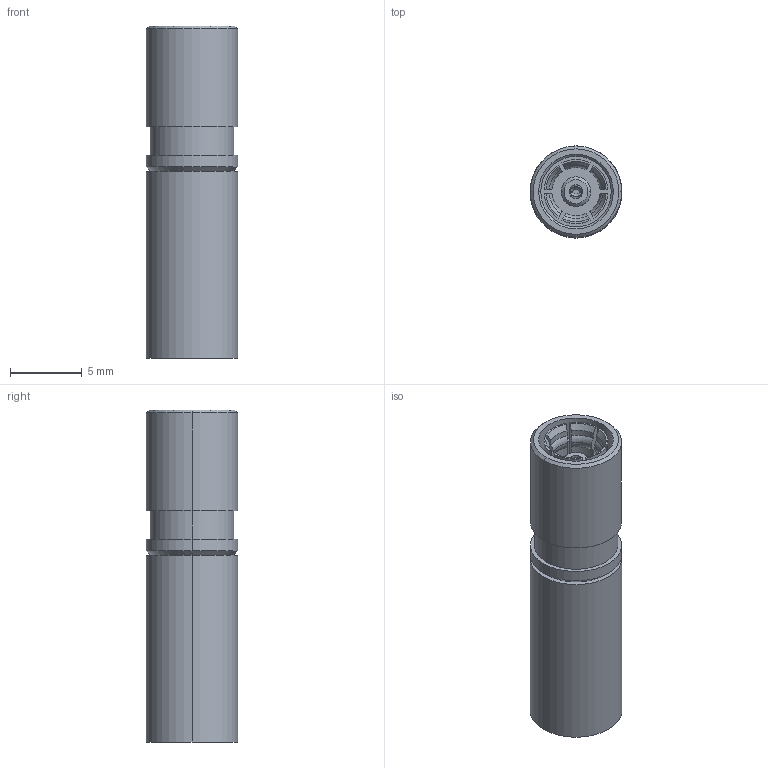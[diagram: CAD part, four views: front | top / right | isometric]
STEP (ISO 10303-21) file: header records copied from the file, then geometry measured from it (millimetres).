
FILE_DESCRIPTION (( 'STEP AP214' ), '1' );
FILE_NAME ('J01161A0391.STEP', '2012-02-01T12:47:04', ( 'markiewicz' ), ( '' ), 'SwSTEP 2.0', 'SolidWorks 2011', '' );
FILE_SCHEMA (( 'AUTOMOTIVE_DESIGN' ));
Length unit declared in the file: millimetre
Products named in the file (1): J01161A0391
Bounding box: 6.4 x 6.4 x 23.1 mm (x, y, z)
Volume: 447.1 mm3; surface area: 977 mm2
Topology: 1 solids, 1 shells, 113 faces, 268 edges, 174 vertices
Faces by surface type: cylinder 46, plane 35, cone 18, torus 14
Entity records: 4581 total; most frequent: CARTESIAN_POINT 722, DIRECTION 560, ORIENTED_EDGE 536, EDGE_CURVE 268, AXIS2_PLACEMENT_3D 224, VERTEX_POINT 174, EDGE_LOOP 130, FACE_OUTER_BOUND 113
